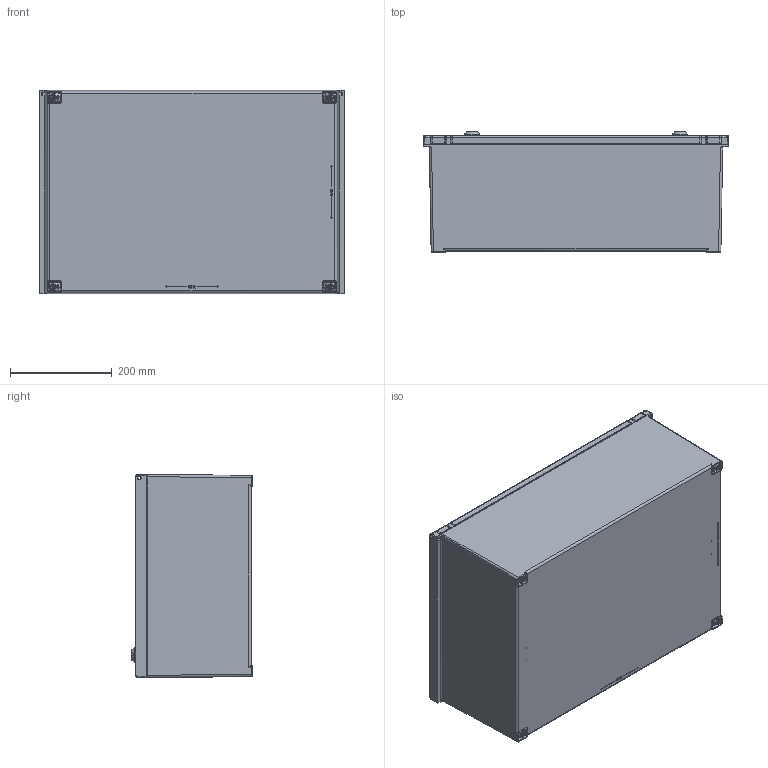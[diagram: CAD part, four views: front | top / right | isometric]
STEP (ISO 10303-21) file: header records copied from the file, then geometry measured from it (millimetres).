
FILE_DESCRIPTION((''),'2;1');
FILE_NAME('EPC60-40-23_ASM','2021-04-19T',('marketing.praksa'),('Audax d.o.o.'),'CREO PARAMETRIC BY PTC INC, 2017480','CREO PARAMETRIC BY PTC INC, 2017480','');
FILE_SCHEMA(('AUTOMOTIVE_DESIGN { 1 0 10303 214 1 1 1 1 }'));
Products named in the file (23): CUB-64_1_1_1; EJB_1_1_1_2_1; BC-ETI_1_1_1_1_2; D84-5X12_1_1_1_2_1; JN-C_1_1_1_2_1; COJINETE-M22MAL_1_1_1_2_1; TPDB-ETI_1_1_1_1_2; PMC-APM-2-MAL_1_1_1_2_1; D7971-8X3-4_1_1_1_2_1; JN-TORICA_1_1_1_2_1; CMDB-M22_ASM_1_ASM_1_1_2_ASM_1_ASM; TU-M22_1_1_1_2_1; JUNTA-ETI-64_1_1_1; PUB-64_ASM_1_ASM_1_ASM_1_ASM; D97-4X50_1_1_1_2_1; TACO_1_1_1_2_1; LLD-10_1_1_1_2_1; D84-6X10_1_1_1_2_1; BO-ETI_ASM_1_ASM_1_ASM_1_ASM; PRT0161; 4568484; ASDADAA; EPC60-40-23_ASM
Assembly tree (37 placements, depth 4):
  EPC60-40-23_ASM
    CUB-64_1_1_1
    PUB-64_ASM_1_ASM_1_ASM_1_ASM
      EJB_1_1_1_2_1  x2
      BC-ETI_1_1_1_1_2  x2
      D84-5X12_1_1_1_2_1  x2
      JN-C_1_1_1_2_1  x2
      CMDB-M22_ASM_1_ASM_1_1_2_ASM_1_ASM  x2
        COJINETE-M22MAL_1_1_1_2_1
        TPDB-ETI_1_1_1_1_2
        PMC-APM-2-MAL_1_1_1_2_1
        D7971-8X3-4_1_1_1_2_1
        JN-TORICA_1_1_1_2_1
      TU-M22_1_1_1_2_1  x2
      JUNTA-ETI-64_1_1_1
    BO-ETI_ASM_1_ASM_1_ASM_1_ASM
      D97-4X50_1_1_1_2_1  x4
      TACO_1_1_1_2_1  x4
      LLD-10_1_1_1_2_1
      D84-6X10_1_1_1_2_1  x4
    PRT0161
    4568484
    ASDADAA
Bounding box: 599.97 x 237 x 400 mm (x, y, z)
Volume: 3325999.9 mm3; surface area: 2157472.1 mm2
Topology: 40 solids, 40 shells, 4391 faces, 11232 edges, 6888 vertices
Faces by surface type: plane 1470, cylinder 1462, bspline 605, cone 364, torus 335, sphere 155
Entity records: 195632 total; most frequent: CARTESIAN_POINT 65354, ORIENTED_EDGE 17374, DIRECTION 14995, PRESENTATION_STYLE_ASSIGNMENT 12172, STYLED_ITEM 12172, CURVE_STYLE 8687, EDGE_CURVE 8687, AXIS2_PLACEMENT_3D 5583
